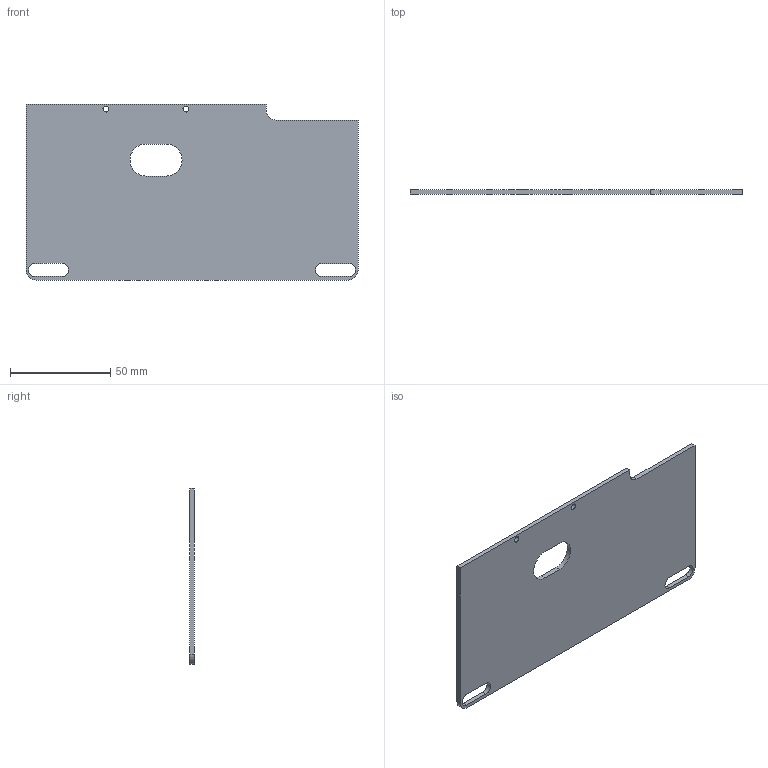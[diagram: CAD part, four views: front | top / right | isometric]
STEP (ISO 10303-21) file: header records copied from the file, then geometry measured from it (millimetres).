
FILE_DESCRIPTION((''),'2;1');
FILE_NAME('PLAQUE_ADAPTATION2','2020-06-16T23:25:01',('Louis'),(''),'CREO PARAMETRIC BY PTC INC, 2019164','CREO PARAMETRIC BY PTC INC, 2019164','');
FILE_SCHEMA(('CONFIG_CONTROL_DESIGN'));
Length unit declared in the file: millimetre
Products named in the file (1): PLAQUE_ADAPTATION2
Bounding box: 166 x 2.3 x 88 mm (x, y, z)
Volume: 31320.4 mm3; surface area: 28811.8 mm2
Topology: 1 solids, 1 shells, 27 faces, 75 edges, 50 vertices
Faces by surface type: plane 14, cylinder 13
Entity records: 933 total; most frequent: DIRECTION 155, CARTESIAN_POINT 152, ORIENTED_EDGE 150, EDGE_CURVE 75, AXIS2_PLACEMENT_3D 53, VERTEX_POINT 50, VECTOR 49, LINE 49
